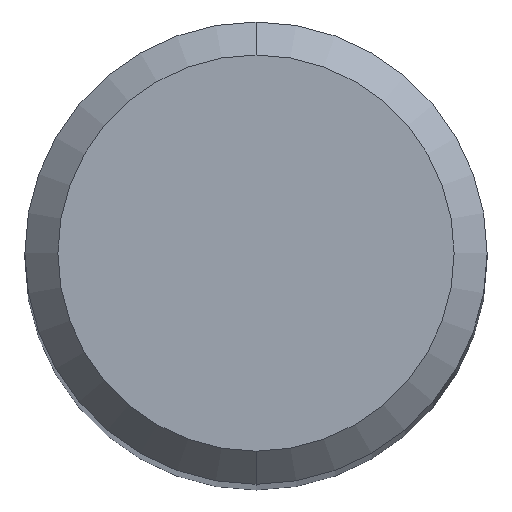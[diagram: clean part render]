
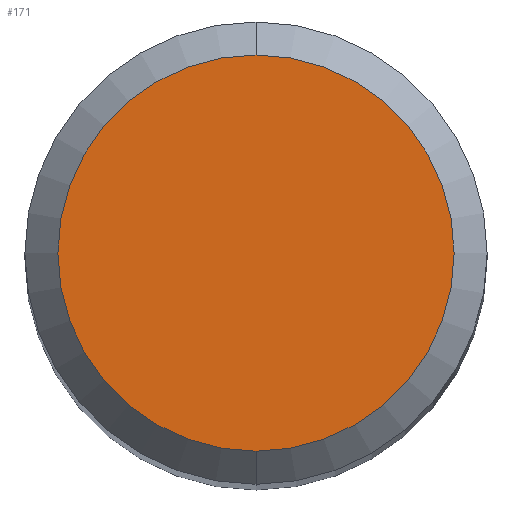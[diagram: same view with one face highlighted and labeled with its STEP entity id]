
A CAD part, top view. The second image highlights one B-rep face of the part: STEP entity #171.
In plain terms, the highlighted planar face has unit normal (0, 0, 1).
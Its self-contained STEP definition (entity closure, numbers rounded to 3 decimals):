
#171=ADVANCED_FACE('',(#407),#408,.T.);
#195=VERTEX_POINT('',#434);
#207=EDGE_CURVE('',#195,#315,#447,.T.);
#213=EDGE_CURVE('',#315,#195,#454,.T.);
#315=VERTEX_POINT('',#572);
#407=FACE_OUTER_BOUND('',#669,.T.);
#408=PLANE('',#670);
#434=CARTESIAN_POINT('',(0.,-1.8,0.0));
#447=CIRCLE('',#719,1.8);
#454=CIRCLE('',#729,1.8);
#572=CARTESIAN_POINT('',(0.0,1.8,0.0));
#669=EDGE_LOOP('',(#995,#996));
#670=AXIS2_PLACEMENT_3D('',#997,#998,#999);
#719=AXIS2_PLACEMENT_3D('',#1040,#1041,#1042);
#729=AXIS2_PLACEMENT_3D('',#1052,#1053,#1054);
#995=ORIENTED_EDGE('',*,*,#213,.F.);
#996=ORIENTED_EDGE('',*,*,#207,.F.);
#997=CARTESIAN_POINT('',(0.0,0.9,0.0));
#998=DIRECTION('',(-0.0,0.0,1.0));
#999=DIRECTION('',(0.0,-1.0,0.0));
#1040=CARTESIAN_POINT('',(0.0,0.0,0.0));
#1041=DIRECTION('',(0.0,0.0,-1.0));
#1042=DIRECTION('',(0.0,1.0,0.0));
#1052=CARTESIAN_POINT('',(0.0,0.0,0.0));
#1053=DIRECTION('',(0.0,0.0,-1.0));
#1054=DIRECTION('',(0.0,1.0,0.0));
